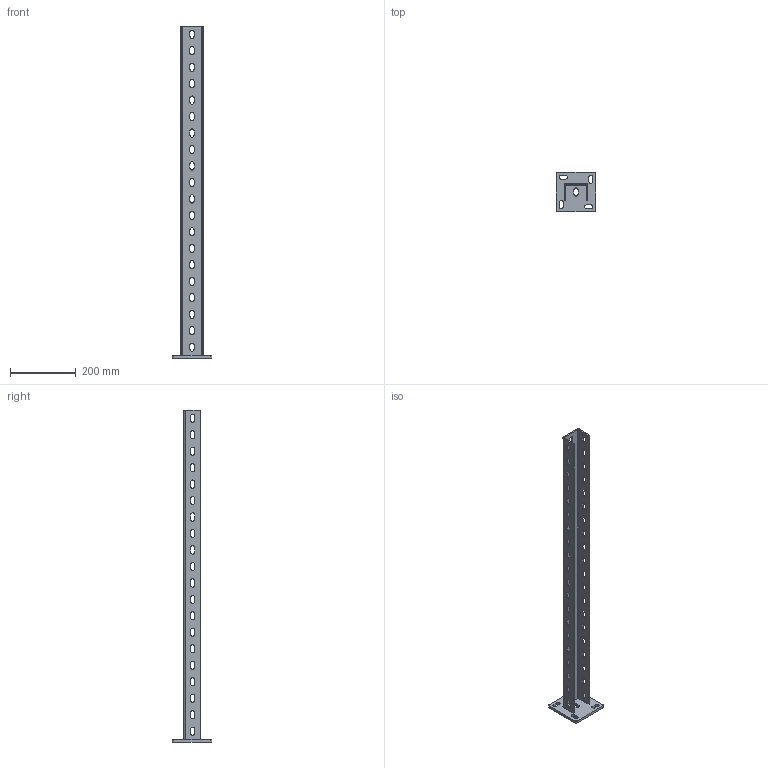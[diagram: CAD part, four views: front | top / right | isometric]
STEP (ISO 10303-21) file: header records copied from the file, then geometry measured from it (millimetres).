
FILE_DESCRIPTION (( 'STEP AP214' ), '1' );
FILE_NAME ('Äåòàë__1000.STEP', '2023-04-03T10:41:39', ( '' ), ( '' ), 'SwSTEP 2.0', 'SolidWorks 2022', '' );
FILE_SCHEMA (( 'AUTOMOTIVE_DESIGN' ));
Length unit declared in the file: millimetre
Products named in the file (1): Детал__1000
Bounding box: 120 x 120 x 1008 mm (x, y, z)
Volume: 671182.6 mm3; surface area: 339390.8 mm2
Topology: 1 solids, 1 shells, 345 faces, 1026 edges, 684 vertices
Faces by surface type: cylinder 200, plane 145
Entity records: 12014 total; most frequent: DIRECTION 2118, CARTESIAN_POINT 2056, ORIENTED_EDGE 2052, EDGE_CURVE 1026, AXIS2_PLACEMENT_3D 746, VERTEX_POINT 684, LINE 626, VECTOR 626
